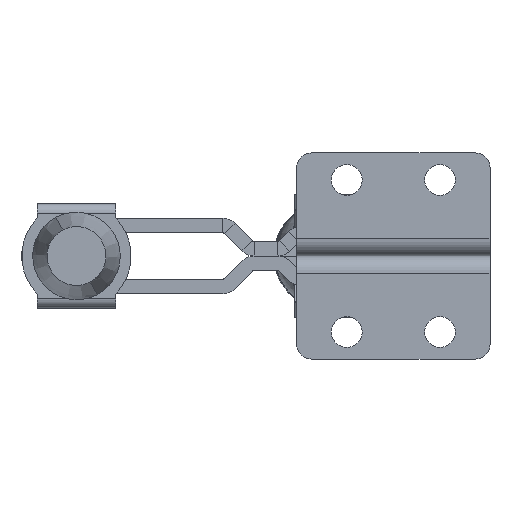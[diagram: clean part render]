
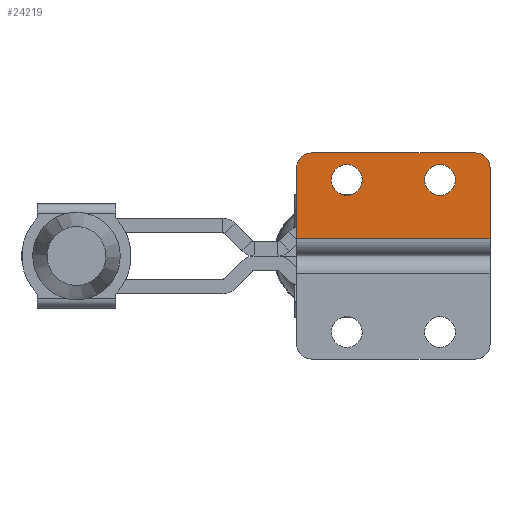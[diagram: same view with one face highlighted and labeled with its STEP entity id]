
A CAD part, front view. The second image highlights one B-rep face of the part: STEP entity #24219.
In plain terms, the highlighted planar face has unit normal (0, -1, 0).
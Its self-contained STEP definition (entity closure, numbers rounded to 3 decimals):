
#902 = CARTESIAN_POINT ( 'NONE',  ( 29.2, -3., 12.35 ) ) ;
#908 = CARTESIAN_POINT ( 'NONE',  ( 0., -3., 18. ) ) ;
#911 = CARTESIAN_POINT ( 'NONE',  ( 10.2, -3., 18.65 ) ) ;
#926 = CARTESIAN_POINT ( 'NONE',  ( 10.2, -3., 12.35 ) ) ;
#2919 = DIRECTION ( 'NONE',  ( 0., 0., 1. ) ) ;
#2922 = PLANE ( 'NONE',  #25369 ) ;
#2925 = CARTESIAN_POINT ( 'NONE',  ( 3., -3., 18. ) ) ;
#2932 = DIRECTION ( 'NONE',  ( 0., 1., 0. ) ) ;
#6387 = DIRECTION ( 'NONE',  ( -1., 0., 0. ) ) ;
#6389 = CARTESIAN_POINT ( 'NONE',  ( 3., -3., 21. ) ) ;
#6416 = DIRECTION ( 'NONE',  ( 0., 0., -1. ) ) ;
#6418 = DIRECTION ( 'NONE',  ( 0., -1., 0. ) ) ;
#6419 = CARTESIAN_POINT ( 'NONE',  ( 29.2, -3., 15.5 ) ) ;
#6424 = DIRECTION ( 'NONE',  ( 0., 0., -1. ) ) ;
#6426 = DIRECTION ( 'NONE',  ( 0., -1., 0. ) ) ;
#6427 = CARTESIAN_POINT ( 'NONE',  ( 10.2, -3., 15.5 ) ) ;
#6434 = DIRECTION ( 'NONE',  ( -1., 0., 0. ) ) ;
#6436 = CARTESIAN_POINT ( 'NONE',  ( 39.4, -3., 18. ) ) ;
#6438 = CARTESIAN_POINT ( 'NONE',  ( 3., -3., 3.5 ) ) ;
#6444 = DIRECTION ( 'NONE',  ( 0., 0., 1. ) ) ;
#6445 = DIRECTION ( 'NONE',  ( 0., -1., 0. ) ) ;
#6447 = CARTESIAN_POINT ( 'NONE',  ( 3., -3., 18. ) ) ;
#6450 = DIRECTION ( 'NONE',  ( 0., 0., 1. ) ) ;
#6457 = DIRECTION ( 'NONE',  ( 0., 0., -1. ) ) ;
#6466 = CARTESIAN_POINT ( 'NONE',  ( 0., -3., 3. ) ) ;
#6468 = DIRECTION ( 'NONE',  ( 0., 0., 1. ) ) ;
#6469 = DIRECTION ( 'NONE',  ( 0., -1., 0. ) ) ;
#6471 = CARTESIAN_POINT ( 'NONE',  ( 36.4, -3., 18. ) ) ;
#6943 = DIRECTION ( 'NONE',  ( 0., 0., -1. ) ) ;
#6944 = DIRECTION ( 'NONE',  ( 0., -1., 0. ) ) ;
#6946 = CARTESIAN_POINT ( 'NONE',  ( 29.2, -3., 15.5 ) ) ;
#6961 = DIRECTION ( 'NONE',  ( 0., 0., -1. ) ) ;
#6962 = DIRECTION ( 'NONE',  ( 0., -1., 0. ) ) ;
#6963 = CARTESIAN_POINT ( 'NONE',  ( 10.2, -3., 15.5 ) ) ;
#9457 = VECTOR ( 'NONE', #6387, 1000. ) ;
#9461 = LINE ( 'NONE', #6389, #9457 ) ;
#9469 = VECTOR ( 'NONE', #6450, 1000. ) ;
#9470 = CIRCLE ( 'NONE', #16611, 3.15 ) ;
#9471 = LINE ( 'NONE', #6436, #9469 ) ;
#9472 = VECTOR ( 'NONE', #6434, 1000. ) ;
#9475 = LINE ( 'NONE', #6438, #9472 ) ;
#9480 = CIRCLE ( 'NONE', #16609, 3. ) ;
#9482 = VECTOR ( 'NONE', #6457, 1000. ) ;
#9486 = CIRCLE ( 'NONE', #16610, 3.15 ) ;
#9490 = LINE ( 'NONE', #6466, #9482 ) ;
#9493 = CIRCLE ( 'NONE', #16607, 3. ) ;
#9764 = CIRCLE ( 'NONE', #16540, 3.15 ) ;
#9776 = CIRCLE ( 'NONE', #16538, 3.15 ) ;
#11188 = FACE_BOUND ( 'NONE', #20036, .T. ) ;
#11190 = FACE_OUTER_BOUND ( 'NONE', #20450, .T. ) ;
#11200 = FACE_BOUND ( 'NONE', #20446, .T. ) ;
#12569 = VERTEX_POINT ( 'NONE', #23881 ) ;
#12617 = VERTEX_POINT ( 'NONE', #24013 ) ;
#12880 = VERTEX_POINT ( 'NONE', #22300 ) ;
#13045 = VERTEX_POINT ( 'NONE', #22453 ) ;
#13100 = VERTEX_POINT ( 'NONE', #22361 ) ;
#13110 = VERTEX_POINT ( 'NONE', #22228 ) ;
#14787 = EDGE_CURVE ( 'NONE', #26408, #26376, #9776, .T. ) ;
#14795 = EDGE_CURVE ( 'NONE', #12569, #26514, #9764, .T. ) ;
#15799 = EDGE_CURVE ( 'NONE', #13110, #13100, #9493, .T. ) ;
#15802 = EDGE_CURVE ( 'NONE', #26483, #13045, #9490, .T. ) ;
#15804 = EDGE_CURVE ( 'NONE', #12617, #26483, #9480, .T. ) ;
#15807 = EDGE_CURVE ( 'NONE', #12880, #13045, #9475, .T. ) ;
#15808 = EDGE_CURVE ( 'NONE', #26376, #26408, #9486, .T. ) ;
#15809 = EDGE_CURVE ( 'NONE', #12880, #13110, #9471, .T. ) ;
#15810 = EDGE_CURVE ( 'NONE', #26514, #12569, #9470, .T. ) ;
#15816 = EDGE_CURVE ( 'NONE', #13100, #12617, #9461, .T. ) ;
#16538 = AXIS2_PLACEMENT_3D ( 'NONE', #6963, #6962, #6961 ) ;
#16540 = AXIS2_PLACEMENT_3D ( 'NONE', #6946, #6944, #6943 ) ;
#16607 = AXIS2_PLACEMENT_3D ( 'NONE', #6471, #6469, #6468 ) ;
#16609 = AXIS2_PLACEMENT_3D ( 'NONE', #6447, #6445, #6444 ) ;
#16610 = AXIS2_PLACEMENT_3D ( 'NONE', #6427, #6426, #6424 ) ;
#16611 = AXIS2_PLACEMENT_3D ( 'NONE', #6419, #6418, #6416 ) ;
#19888 = ORIENTED_EDGE ( 'NONE', *, *, #15802, .T. ) ;
#19890 = ORIENTED_EDGE ( 'NONE', *, *, #15804, .T. ) ;
#19894 = ORIENTED_EDGE ( 'NONE', *, *, #15816, .T. ) ;
#19898 = ORIENTED_EDGE ( 'NONE', *, *, #15799, .T. ) ;
#19902 = ORIENTED_EDGE ( 'NONE', *, *, #15809, .T. ) ;
#19906 = ORIENTED_EDGE ( 'NONE', *, *, #15807, .F. ) ;
#19910 = ORIENTED_EDGE ( 'NONE', *, *, #15808, .F. ) ;
#19914 = ORIENTED_EDGE ( 'NONE', *, *, #14787, .F. ) ;
#19918 = ORIENTED_EDGE ( 'NONE', *, *, #15810, .F. ) ;
#19921 = ORIENTED_EDGE ( 'NONE', *, *, #14795, .F. ) ;
#20036 = EDGE_LOOP ( 'NONE', ( #19914, #19910 ) ) ;
#20446 = EDGE_LOOP ( 'NONE', ( #19921, #19918 ) ) ;
#20450 = EDGE_LOOP ( 'NONE', ( #19906, #19902, #19898, #19894, #19890, #19888 ) ) ;
#22228 = CARTESIAN_POINT ( 'NONE',  ( 39.4, -3., 18. ) ) ;
#22300 = CARTESIAN_POINT ( 'NONE',  ( 39.4, -3., 3.5 ) ) ;
#22361 = CARTESIAN_POINT ( 'NONE',  ( 36.4, -3., 21. ) ) ;
#22453 = CARTESIAN_POINT ( 'NONE',  ( 0., -3., 3.5 ) ) ;
#23881 = CARTESIAN_POINT ( 'NONE',  ( 29.2, -3., 18.65 ) ) ;
#24013 = CARTESIAN_POINT ( 'NONE',  ( 3., -3., 21. ) ) ;
#24219 = ADVANCED_FACE ( 'NONE', ( #11200, #11188, #11190 ), #2922, .F. ) ;
#25369 = AXIS2_PLACEMENT_3D ( 'NONE', #2925, #2932, #2919 ) ;
#26376 = VERTEX_POINT ( 'NONE', #926 ) ;
#26408 = VERTEX_POINT ( 'NONE', #911 ) ;
#26483 = VERTEX_POINT ( 'NONE', #908 ) ;
#26514 = VERTEX_POINT ( 'NONE', #902 ) ;
